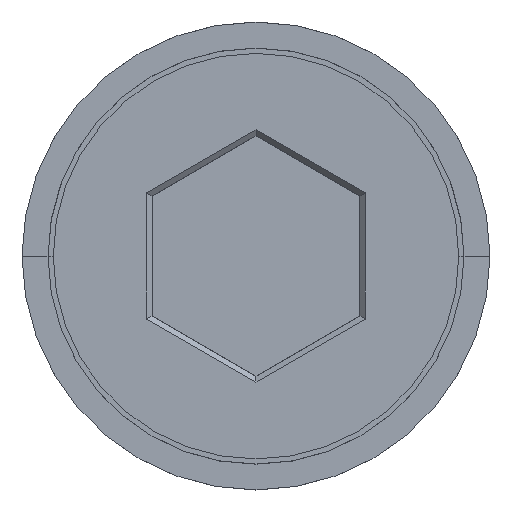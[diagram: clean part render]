
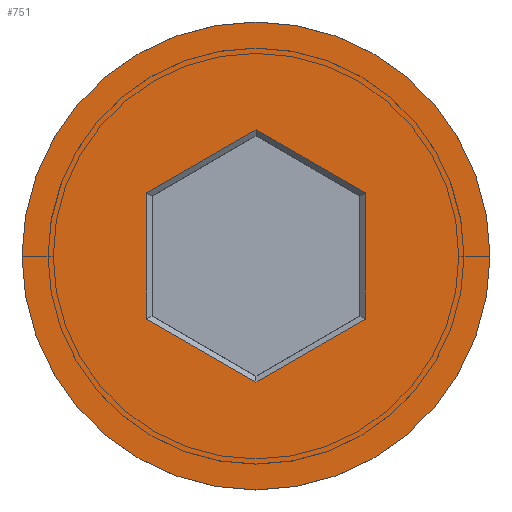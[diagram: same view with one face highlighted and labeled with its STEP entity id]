
A CAD part, top view. The second image highlights one B-rep face of the part: STEP entity #751.
In plain terms, the highlighted planar face has unit normal (0, 0, 1).
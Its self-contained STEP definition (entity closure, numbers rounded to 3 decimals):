
#22 = DIRECTION ( 'NONE',  ( -0.866, -0.5, 0. ) ) ;
#63 = CARTESIAN_POINT ( 'NONE',  ( 0., -2.425, 0. ) ) ;
#78 = ORIENTED_EDGE ( 'NONE', *, *, #591, .T. ) ;
#84 = DIRECTION ( 'NONE',  ( -0.866, 0.5, 0. ) ) ;
#116 = CARTESIAN_POINT ( 'NONE',  ( 0., 0., 0. ) ) ;
#135 = ORIENTED_EDGE ( 'NONE', *, *, #736, .T. ) ;
#137 = CARTESIAN_POINT ( 'NONE',  ( 0.05, -2.396, 0. ) ) ;
#161 = EDGE_LOOP ( 'NONE', ( #469, #135 ) ) ;
#172 = ORIENTED_EDGE ( 'NONE', *, *, #989, .T. ) ;
#242 = CARTESIAN_POINT ( 'NONE',  ( 0., 0., 0. ) ) ;
#256 = DIRECTION ( 'NONE',  ( 0., 0., 1. ) ) ;
#258 = DIRECTION ( 'NONE',  ( 0., 0., 1. ) ) ;
#327 = EDGE_CURVE ( 'NONE', #1363, #919, #613, .T. ) ;
#447 = EDGE_CURVE ( 'NONE', #715, #1399, #1033, .T. ) ;
#469 = ORIENTED_EDGE ( 'NONE', *, *, #1460, .T. ) ;
#504 = CARTESIAN_POINT ( 'NONE',  ( 0., 2.425, 0. ) ) ;
#511 = CARTESIAN_POINT ( 'NONE',  ( 2.1, -1.155, 0. ) ) ;
#590 = LINE ( 'NONE', #1090, #1577 ) ;
#591 = EDGE_CURVE ( 'NONE', #1283, #715, #947, .T. ) ;
#603 = FACE_OUTER_BOUND ( 'NONE', #161, .T. ) ;
#613 = LINE ( 'NONE', #511, #1315 ) ;
#673 = DIRECTION ( 'NONE',  ( 0.866, 0.5, 0. ) ) ;
#689 = CARTESIAN_POINT ( 'NONE',  ( -2.05, -1.241, 0. ) ) ;
#693 = CARTESIAN_POINT ( 'NONE',  ( -2.1, 1.155, 0. ) ) ;
#715 = VERTEX_POINT ( 'NONE', #860 ) ;
#728 = PLANE ( 'NONE',  #902 ) ;
#734 = FACE_BOUND ( 'NONE', #950, .T. ) ;
#736 = EDGE_CURVE ( 'NONE', #1537, #806, #1555, .T. ) ;
#747 = DIRECTION ( 'NONE',  ( 1., 0., 0. ) ) ;
#751 = ADVANCED_FACE ( 'NONE', ( #734, #603 ), #728, .T. ) ;
#754 = LINE ( 'NONE', #137, #818 ) ;
#780 = LINE ( 'NONE', #689, #1449 ) ;
#802 = EDGE_CURVE ( 'NONE', #919, #823, #754, .T. ) ;
#806 = VERTEX_POINT ( 'NONE', #1509 ) ;
#818 = VECTOR ( 'NONE', #22, 1000. ) ;
#823 = VERTEX_POINT ( 'NONE', #63 ) ;
#860 = CARTESIAN_POINT ( 'NONE',  ( -2.1, 1.212, 0. ) ) ;
#902 = AXIS2_PLACEMENT_3D ( 'NONE', #116, #258, #1107 ) ;
#919 = VERTEX_POINT ( 'NONE', #1439 ) ;
#937 = CARTESIAN_POINT ( 'NONE',  ( -0.05, 2.396, 0. ) ) ;
#947 = LINE ( 'NONE', #693, #1446 ) ;
#950 = EDGE_LOOP ( 'NONE', ( #78, #1286, #172, #1600, #1381, #1406 ) ) ;
#959 = CARTESIAN_POINT ( 'NONE',  ( 2.1, 1.212, 0. ) ) ;
#989 = EDGE_CURVE ( 'NONE', #1399, #1363, #590, .T. ) ;
#999 = DIRECTION ( 'NONE',  ( 0., 0., 1. ) ) ;
#1012 = AXIS2_PLACEMENT_3D ( 'NONE', #242, #256, #747 ) ;
#1033 = LINE ( 'NONE', #937, #1395 ) ;
#1090 = CARTESIAN_POINT ( 'NONE',  ( 2.05, 1.241, 0. ) ) ;
#1102 = CARTESIAN_POINT ( 'NONE',  ( -2.1, -1.212, 0. ) ) ;
#1107 = DIRECTION ( 'NONE',  ( 1., 0., 0. ) ) ;
#1113 = EDGE_CURVE ( 'NONE', #823, #1283, #780, .T. ) ;
#1144 = CARTESIAN_POINT ( 'NONE',  ( -4.5, 0., 0. ) ) ;
#1253 = DIRECTION ( 'NONE',  ( 0., -1., 0. ) ) ;
#1259 = CARTESIAN_POINT ( 'NONE',  ( 0., 0., 0. ) ) ;
#1283 = VERTEX_POINT ( 'NONE', #1102 ) ;
#1286 = ORIENTED_EDGE ( 'NONE', *, *, #447, .T. ) ;
#1315 = VECTOR ( 'NONE', #1253, 1000. ) ;
#1363 = VERTEX_POINT ( 'NONE', #959 ) ;
#1381 = ORIENTED_EDGE ( 'NONE', *, *, #802, .T. ) ;
#1395 = VECTOR ( 'NONE', #673, 1000. ) ;
#1399 = VERTEX_POINT ( 'NONE', #504 ) ;
#1406 = ORIENTED_EDGE ( 'NONE', *, *, #1113, .T. ) ;
#1435 = DIRECTION ( 'NONE',  ( 0., 1., 0. ) ) ;
#1439 = CARTESIAN_POINT ( 'NONE',  ( 2.1, -1.212, 0. ) ) ;
#1446 = VECTOR ( 'NONE', #1435, 1000. ) ;
#1449 = VECTOR ( 'NONE', #84, 1000. ) ;
#1460 = EDGE_CURVE ( 'NONE', #806, #1537, #1578, .T. ) ;
#1465 = DIRECTION ( 'NONE',  ( 0.866, -0.5, 0. ) ) ;
#1500 = DIRECTION ( 'NONE',  ( 1., 0., 0. ) ) ;
#1509 = CARTESIAN_POINT ( 'NONE',  ( 4.5, 0., 0. ) ) ;
#1530 = AXIS2_PLACEMENT_3D ( 'NONE', #1259, #999, #1500 ) ;
#1537 = VERTEX_POINT ( 'NONE', #1144 ) ;
#1555 = CIRCLE ( 'NONE', #1530, 4.5 ) ;
#1577 = VECTOR ( 'NONE', #1465, 1000. ) ;
#1578 = CIRCLE ( 'NONE', #1012, 4.5 ) ;
#1600 = ORIENTED_EDGE ( 'NONE', *, *, #327, .T. ) ;
